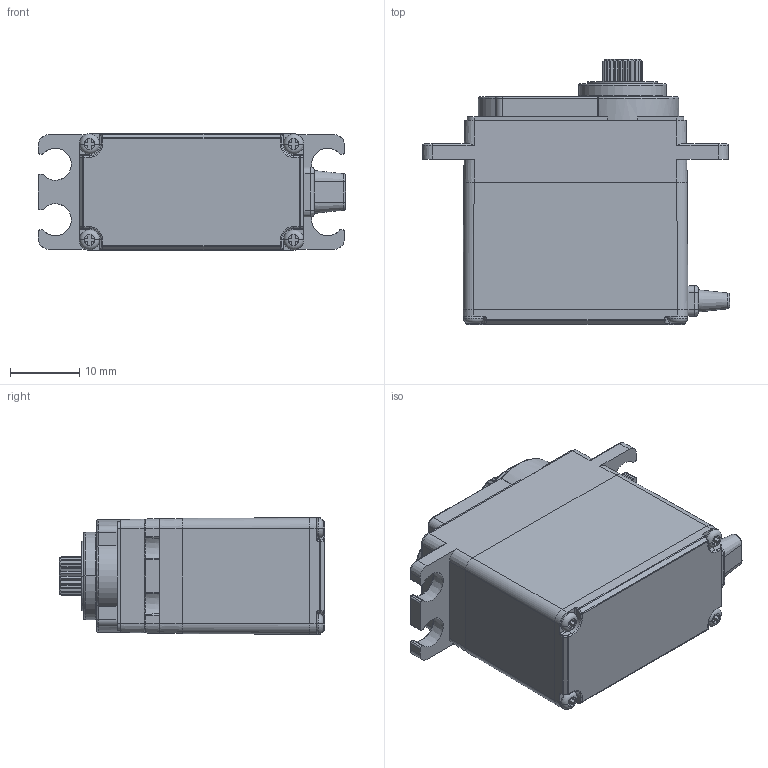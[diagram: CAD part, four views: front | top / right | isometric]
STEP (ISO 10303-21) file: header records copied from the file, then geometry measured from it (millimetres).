
FILE_DESCRIPTION((''),'2;1');
FILE_NAME('HS-7245MH_ASM','2017-08-30T',('servo-csw'),(''),'CREO PARAMETRIC BY PTC INC, 2014440','CREO PARAMETRIC BY PTC INC, 2014440','');
FILE_SCHEMA(('CONFIG_CONTROL_DESIGN'));
Length unit declared in the file: millimetre
Products named in the file (2): _HS-7245MH; HS-7245MH_ASM
Assembly tree (1 placements, depth 2):
  HS-7245MH_ASM
    _HS-7245MH
Bounding box: 44.24 x 38.2 x 16.8 mm (x, y, z)
Volume: 17658.6 mm3; surface area: 4938.1 mm2
Topology: 1 solids, 5 shells, 468 faces, 1157 edges, 710 vertices
Faces by surface type: plane 212, cylinder 148, torus 49, sphere 31, cone 22, bspline 6
Entity records: 16484 total; most frequent: CARTESIAN_POINT 3151, DIRECTION 2329, ORIENTED_EDGE 2314, EDGE_CURVE 1157, AXIS2_PLACEMENT_3D 863, VERTEX_POINT 710, VECTOR 603, LINE 603
